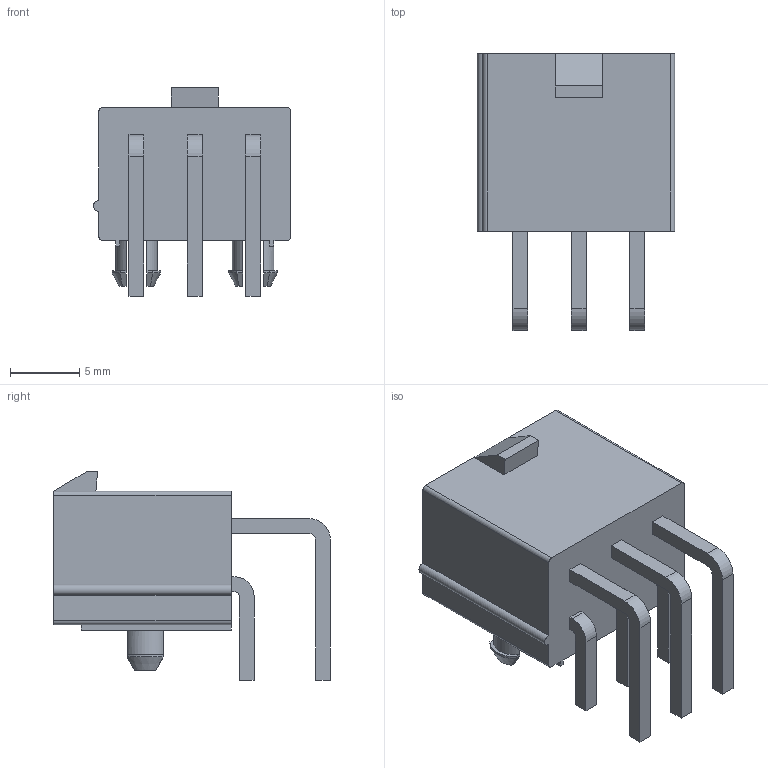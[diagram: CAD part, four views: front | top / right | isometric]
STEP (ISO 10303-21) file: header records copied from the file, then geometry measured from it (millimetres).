
FILE_DESCRIPTION(/* description */ (''),/* implementation_level */ '2;1');
FILE_NAME(/* name */ 'MOLEX_39-30-0060.stp',/* time_stamp */ '2017-06-22T14:15:55+02:00',/* author */ ('jwickham'),/* organization */ (''),/* preprocessor_version */ 'ST-DEVELOPER v16.5',/* originating_system */ 'AutoCAD Mechanical',/* authorisation */ '');
FILE_SCHEMA (('AUTOMOTIVE_DESIGN { 1 0 10303 214 3 1 1 }'));
Length unit declared in the file: millimetre
Products named in the file (1): Product
Bounding box: 14.2 x 19.93 x 15 mm (x, y, z)
Volume: 1070.2 mm3; surface area: 2188.8 mm2
Topology: 13 solids, 13 shells, 201 faces, 481 edges, 314 vertices
Faces by surface type: plane 172, cylinder 25, cone 4
Entity records: 5770 total; most frequent: CARTESIAN_POINT 997, ORIENTED_EDGE 962, DIRECTION 953, EDGE_CURVE 481, LINE 413, VECTOR 413, VERTEX_POINT 314, AXIS2_PLACEMENT_3D 270
